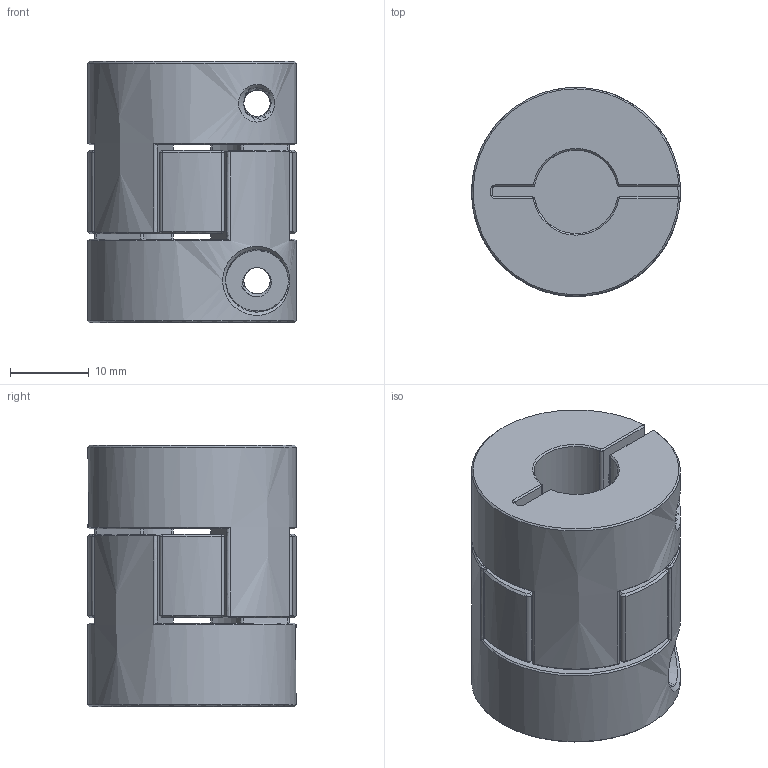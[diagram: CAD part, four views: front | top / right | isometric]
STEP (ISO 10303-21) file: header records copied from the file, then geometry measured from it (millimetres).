
FILE_DESCRIPTION(('FreeCAD Model'),'2;1');
FILE_NAME('Open CASCADE Shape Model','2025-05-02T17:21:40',('FreeCAD'),( 'FreeCAD'),'Open CASCADE STEP processor 7.6','FreeCAD','Unknown');
FILE_SCHEMA(('AUTOMOTIVE_DESIGN { 1 0 10303 214 1 1 1 1 }'));
Products named in the file (1): Open CASCADE STEP translator 7.6 1
Bounding box: 26.41 x 26.45 x 33.06 mm (x, y, z)
Volume: 14709.9 mm3; surface area: 8381 mm2
Topology: 3 solids, 3 shells, 374 faces, 1068 edges, 702 vertices
Faces by surface type: bspline 374
Entity records: 36708 total; most frequent: CARTESIAN_POINT 30723, ORIENTED_EDGE 2136, EDGE_CURVE 1068, B_SPLINE_CURVE_WITH_KNOTS 804, VERTEX_POINT 702, FACE_BOUND 384, EDGE_LOOP 384, ADVANCED_FACE 374
